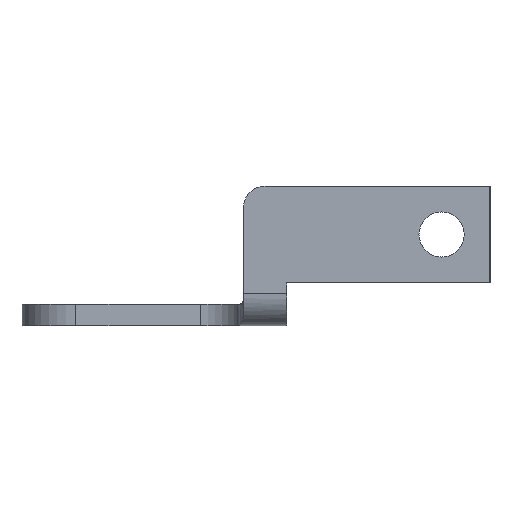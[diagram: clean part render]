
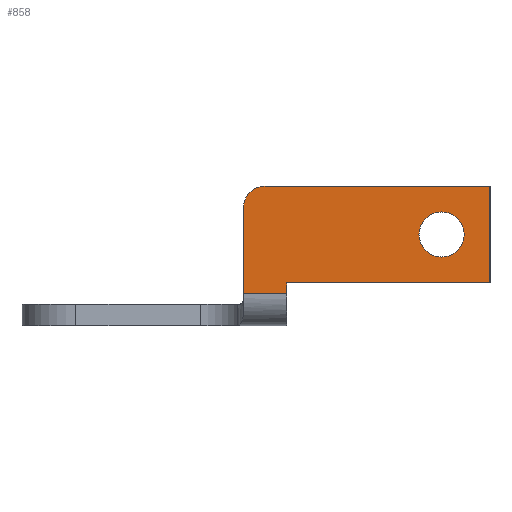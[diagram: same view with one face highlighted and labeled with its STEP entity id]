
A CAD part, left-side view. The second image highlights one B-rep face of the part: STEP entity #858.
In plain terms, the highlighted planar face has unit normal (-1, 0, 0).
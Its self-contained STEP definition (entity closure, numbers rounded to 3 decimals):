
#746 = VERTEX_POINT ( 'NONE', #2364 ) ;
#771 = VERTEX_POINT ( 'NONE', #2341 ) ;
#775 = EDGE_CURVE ( 'NONE', #746, #799, #2340, .T. ) ;
#799 = VERTEX_POINT ( 'NONE', #2414 ) ;
#803 = EDGE_CURVE ( 'NONE', #853, #746, #2428, .T. ) ;
#805 = ORIENTED_EDGE ( 'NONE', *, *, #803, .F. ) ;
#806 = EDGE_CURVE ( 'NONE', #867, #853, #2441, .T. ) ;
#823 = EDGE_CURVE ( 'NONE', #824, #826, #2494, .T. ) ;
#824 = VERTEX_POINT ( 'NONE', #2495 ) ;
#825 = EDGE_CURVE ( 'NONE', #771, #824, #2440, .T. ) ;
#826 = VERTEX_POINT ( 'NONE', #2489 ) ;
#834 = EDGE_CURVE ( 'NONE', #1078, #1045, #2473, .T. ) ;
#839 = ORIENTED_EDGE ( 'NONE', *, *, #825, .F. ) ;
#840 = ORIENTED_EDGE ( 'NONE', *, *, #863, .F. ) ;
#842 = ORIENTED_EDGE ( 'NONE', *, *, #823, .F. ) ;
#843 = EDGE_CURVE ( 'NONE', #799, #771, #2527, .T. ) ;
#844 = ORIENTED_EDGE ( 'NONE', *, *, #843, .F. ) ;
#845 = EDGE_LOOP ( 'NONE', ( #846, #849 ) ) ;
#846 = ORIENTED_EDGE ( 'NONE', *, *, #834, .T. ) ;
#849 = ORIENTED_EDGE ( 'NONE', *, *, #1044, .T. ) ;
#852 = EDGE_LOOP ( 'NONE', ( #859, #805, #860, #840, #842, #839, #844 ) ) ;
#853 = VERTEX_POINT ( 'NONE', #2525 ) ;
#858 = ADVANCED_FACE ( 'NONE', ( #2474, #2515 ), #2522, .F. ) ;
#859 = ORIENTED_EDGE ( 'NONE', *, *, #775, .F. ) ;
#860 = ORIENTED_EDGE ( 'NONE', *, *, #806, .F. ) ;
#863 = EDGE_CURVE ( 'NONE', #826, #867, #2502, .T. ) ;
#867 = VERTEX_POINT ( 'NONE', #2510 ) ;
#1044 = EDGE_CURVE ( 'NONE', #1045, #1078, #2837, .T. ) ;
#1045 = VERTEX_POINT ( 'NONE', #2879 ) ;
#1078 = VERTEX_POINT ( 'NONE', #2920 ) ;
#2337 = DIRECTION ( 'NONE',  ( 0., 1., 0. ) ) ;
#2338 = VECTOR ( 'NONE', #2337, 1000. ) ;
#2339 = CARTESIAN_POINT ( 'NONE',  ( -48.5, -8.6, 1. ) ) ;
#2340 = LINE ( 'NONE', #2339, #2338 ) ;
#2341 = CARTESIAN_POINT ( 'NONE',  ( -48.5, -6.6, 8.998 ) ) ;
#2364 = CARTESIAN_POINT ( 'NONE',  ( -48.5, -10.6, 1. ) ) ;
#2414 = CARTESIAN_POINT ( 'NONE',  ( -48.5, -6.6, 1. ) ) ;
#2419 = DIRECTION ( 'NONE',  ( 0., 1., 0. ) ) ;
#2420 = VECTOR ( 'NONE', #2419, 1000. ) ;
#2421 = CARTESIAN_POINT ( 'NONE',  ( -48.5, -10.6, 1.998 ) ) ;
#2425 = DIRECTION ( 'NONE',  ( 0., 0., -1. ) ) ;
#2426 = VECTOR ( 'NONE', #2425, 1000. ) ;
#2427 = CARTESIAN_POINT ( 'NONE',  ( -48.5, -10.6, -3.142 ) ) ;
#2428 = LINE ( 'NONE', #2427, #2426 ) ;
#2440 = CIRCLE ( 'NONE', #2498, 2. ) ;
#2441 = LINE ( 'NONE', #2421, #2420 ) ;
#2470 = DIRECTION ( 'NONE',  ( 0., 0., 1. ) ) ;
#2471 = DIRECTION ( 'NONE',  ( 1., 0., 0. ) ) ;
#2472 = CARTESIAN_POINT ( 'NONE',  ( -48.5, -25., 6.498 ) ) ;
#2473 = CIRCLE ( 'NONE', #2479, 2.1 ) ;
#2474 = FACE_OUTER_BOUND ( 'NONE', #852, .T. ) ;
#2479 = AXIS2_PLACEMENT_3D ( 'NONE', #2472, #2471, #2470 ) ;
#2485 = DIRECTION ( 'NONE',  ( 0., 0., 1. ) ) ;
#2486 = DIRECTION ( 'NONE',  ( 1., 0., 0. ) ) ;
#2487 = CARTESIAN_POINT ( 'NONE',  ( -48.5, -8.6, 8.998 ) ) ;
#2488 = CARTESIAN_POINT ( 'NONE',  ( -48.5, -8.6, -104.282 ) ) ;
#2489 = CARTESIAN_POINT ( 'NONE',  ( -48.5, -29.5, 10.998 ) ) ;
#2491 = DIRECTION ( 'NONE',  ( 0., -1., 0. ) ) ;
#2492 = VECTOR ( 'NONE', #2491, 1000. ) ;
#2493 = CARTESIAN_POINT ( 'NONE',  ( -48.5, -29.5, 10.998 ) ) ;
#2494 = LINE ( 'NONE', #2493, #2492 ) ;
#2495 = CARTESIAN_POINT ( 'NONE',  ( -48.5, -8.6, 10.998 ) ) ;
#2498 = AXIS2_PLACEMENT_3D ( 'NONE', #2487, #2486, #2485 ) ;
#2499 = DIRECTION ( 'NONE',  ( 0., 0., -1. ) ) ;
#2500 = VECTOR ( 'NONE', #2499, 1000. ) ;
#2501 = CARTESIAN_POINT ( 'NONE',  ( -48.5, -29.5, 1.998 ) ) ;
#2502 = LINE ( 'NONE', #2501, #2500 ) ;
#2507 = DIRECTION ( 'NONE',  ( 0., 0., -1. ) ) ;
#2508 = DIRECTION ( 'NONE',  ( 1., 0., 0. ) ) ;
#2510 = CARTESIAN_POINT ( 'NONE',  ( -48.5, -29.5, 1.998 ) ) ;
#2511 = AXIS2_PLACEMENT_3D ( 'NONE', #2488, #2508, #2507 ) ;
#2515 = FACE_BOUND ( 'NONE', #845, .T. ) ;
#2522 = PLANE ( 'NONE',  #2511 ) ;
#2523 = DIRECTION ( 'NONE',  ( 0., 0., 1. ) ) ;
#2524 = VECTOR ( 'NONE', #2523, 1000. ) ;
#2525 = CARTESIAN_POINT ( 'NONE',  ( -48.5, -10.6, 1.998 ) ) ;
#2526 = CARTESIAN_POINT ( 'NONE',  ( -48.5, -6.6, 8.998 ) ) ;
#2527 = LINE ( 'NONE', #2526, #2524 ) ;
#2837 = CIRCLE ( 'NONE', #2875, 2.1 ) ;
#2872 = DIRECTION ( 'NONE',  ( 0., 0., 1. ) ) ;
#2873 = DIRECTION ( 'NONE',  ( 1., 0., 0. ) ) ;
#2874 = CARTESIAN_POINT ( 'NONE',  ( -48.5, -25., 6.498 ) ) ;
#2875 = AXIS2_PLACEMENT_3D ( 'NONE', #2874, #2873, #2872 ) ;
#2879 = CARTESIAN_POINT ( 'NONE',  ( -48.5, -25., 8.598 ) ) ;
#2920 = CARTESIAN_POINT ( 'NONE',  ( -48.5, -25., 4.398 ) ) ;
